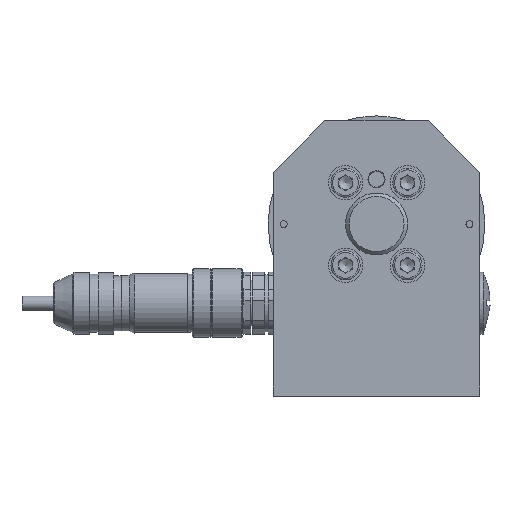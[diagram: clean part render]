
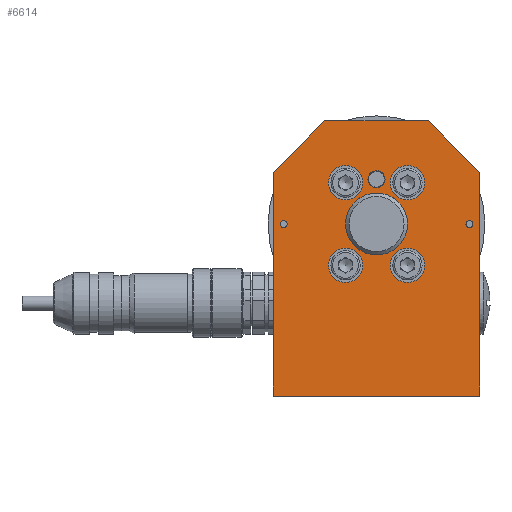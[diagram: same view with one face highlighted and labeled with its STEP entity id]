
A CAD part, top view. The second image highlights one B-rep face of the part: STEP entity #6614.
In plain terms, the highlighted planar face has unit normal (0, 0, 1).
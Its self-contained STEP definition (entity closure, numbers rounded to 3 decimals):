
#28 = ORIENTED_EDGE ( 'NONE', *, *, #11612, .F. ) ;
#32 = ORIENTED_EDGE ( 'NONE', *, *, #10439, .T. ) ;
#132 = DIRECTION ( 'NONE',  ( -0.707, -0.707, 0. ) ) ;
#309 = EDGE_LOOP ( 'NONE', ( #6396 ) ) ;
#329 = VERTEX_POINT ( 'NONE', #1570 ) ;
#378 = DIRECTION ( 'NONE',  ( 0., 0., 1. ) ) ;
#382 = CARTESIAN_POINT ( 'NONE',  ( 9., 62., 13. ) ) ;
#389 = FACE_BOUND ( 'NONE', #7212, .T. ) ;
#508 = FACE_BOUND ( 'NONE', #309, .T. ) ;
#674 = LINE ( 'NONE', #9326, #12362 ) ;
#676 = CARTESIAN_POINT ( 'NONE',  ( -30., 65., 13. ) ) ;
#688 = CARTESIAN_POINT ( 'NONE',  ( 14., 62., 13. ) ) ;
#693 = VERTEX_POINT ( 'NONE', #11736 ) ;
#694 = EDGE_CURVE ( 'NONE', #329, #5491, #7814, .T. ) ;
#935 = EDGE_LOOP ( 'NONE', ( #28 ) ) ;
#977 = VERTEX_POINT ( 'NONE', #5814 ) ;
#986 = DIRECTION ( 'NONE',  ( 0., 0., 1. ) ) ;
#1135 = ORIENTED_EDGE ( 'NONE', *, *, #6194, .F. ) ;
#1138 = VECTOR ( 'NONE', #3711, 1000. ) ;
#1162 = DIRECTION ( 'NONE',  ( 0., 0., 1. ) ) ;
#1189 = CARTESIAN_POINT ( 'NONE',  ( -9., 50., 13. ) ) ;
#1331 = EDGE_LOOP ( 'NONE', ( #4424 ) ) ;
#1525 = EDGE_LOOP ( 'NONE', ( #8734 ) ) ;
#1570 = CARTESIAN_POINT ( 'NONE',  ( 30., 65., 13. ) ) ;
#1726 = EDGE_CURVE ( 'NONE', #12295, #12295, #2923, .T. ) ;
#1807 = CARTESIAN_POINT ( 'NONE',  ( -4., 62., 13. ) ) ;
#1931 = CARTESIAN_POINT ( 'NONE',  ( 14., 38., 13. ) ) ;
#2188 = DIRECTION ( 'NONE',  ( 0., 0., 1. ) ) ;
#2294 = AXIS2_PLACEMENT_3D ( 'NONE', #382, #6240, #9978 ) ;
#2335 = FACE_BOUND ( 'NONE', #12189, .T. ) ;
#2390 = AXIS2_PLACEMENT_3D ( 'NONE', #8168, #6923, #4554 ) ;
#2396 = FACE_BOUND ( 'NONE', #2403, .T. ) ;
#2403 = EDGE_LOOP ( 'NONE', ( #1135 ) ) ;
#2459 = FACE_OUTER_BOUND ( 'NONE', #4049, .T. ) ;
#2641 = DIRECTION ( 'NONE',  ( -1., 0., 0. ) ) ;
#2762 = CARTESIAN_POINT ( 'NONE',  ( -30., 80., 13. ) ) ;
#2771 = EDGE_CURVE ( 'NONE', #8485, #8485, #10647, .T. ) ;
#2923 = CIRCLE ( 'NONE', #11269, 5. ) ;
#2985 = CARTESIAN_POINT ( 'NONE',  ( -9., 38., 13. ) ) ;
#3140 = CARTESIAN_POINT ( 'NONE',  ( 9., 38., 13. ) ) ;
#3175 = DIRECTION ( 'NONE',  ( 0., 0., 1. ) ) ;
#3209 = AXIS2_PLACEMENT_3D ( 'NONE', #2985, #3175, #10759 ) ;
#3403 = CIRCLE ( 'NONE', #10337, 1. ) ;
#3407 = PLANE ( 'NONE',  #10967 ) ;
#3517 = VERTEX_POINT ( 'NONE', #11037 ) ;
#3574 = AXIS2_PLACEMENT_3D ( 'NONE', #4577, #986, #12300 ) ;
#3643 = VECTOR ( 'NONE', #132, 1000. ) ;
#3711 = DIRECTION ( 'NONE',  ( 0., -1., 0. ) ) ;
#3970 = ORIENTED_EDGE ( 'NONE', *, *, #5981, .F. ) ;
#4049 = EDGE_LOOP ( 'NONE', ( #32, #6984, #5050, #4256, #10488, #5084 ) ) ;
#4256 = ORIENTED_EDGE ( 'NONE', *, *, #11743, .T. ) ;
#4424 = ORIENTED_EDGE ( 'NONE', *, *, #10829, .F. ) ;
#4554 = DIRECTION ( 'NONE',  ( 1., 0., 0. ) ) ;
#4577 = CARTESIAN_POINT ( 'NONE',  ( 27., 50., 13. ) ) ;
#4582 = VERTEX_POINT ( 'NONE', #676 ) ;
#5016 = DIRECTION ( 'NONE',  ( 1., 0., 0. ) ) ;
#5050 = ORIENTED_EDGE ( 'NONE', *, *, #9148, .T. ) ;
#5084 = ORIENTED_EDGE ( 'NONE', *, *, #694, .T. ) ;
#5132 = VECTOR ( 'NONE', #2641, 1000. ) ;
#5307 = DIRECTION ( 'NONE',  ( 0., 0., -1. ) ) ;
#5491 = VERTEX_POINT ( 'NONE', #10868 ) ;
#5814 = CARTESIAN_POINT ( 'NONE',  ( -26., 50., 13. ) ) ;
#5981 = EDGE_CURVE ( 'NONE', #3517, #3517, #6960, .T. ) ;
#6003 = DIRECTION ( 'NONE',  ( 1., 0., 0. ) ) ;
#6032 = CARTESIAN_POINT ( 'NONE',  ( 30., 0., 13. ) ) ;
#6047 = DIRECTION ( 'NONE',  ( 1., 0., 0. ) ) ;
#6194 = EDGE_CURVE ( 'NONE', #6877, #6877, #10957, .T. ) ;
#6240 = DIRECTION ( 'NONE',  ( 0., 0., 1. ) ) ;
#6244 = CARTESIAN_POINT ( 'NONE',  ( 0., 0., 13. ) ) ;
#6369 = LINE ( 'NONE', #2762, #5132 ) ;
#6396 = ORIENTED_EDGE ( 'NONE', *, *, #9136, .F. ) ;
#6614 = ADVANCED_FACE ( 'NONE', ( #389, #9923, #508, #8068, #2335, #10937, #2396, #11932, #2459 ), #3407, .F. ) ;
#6774 = ORIENTED_EDGE ( 'NONE', *, *, #2771, .F. ) ;
#6816 = VERTEX_POINT ( 'NONE', #1189 ) ;
#6877 = VERTEX_POINT ( 'NONE', #10476 ) ;
#6923 = DIRECTION ( 'NONE',  ( 0., 0., 1. ) ) ;
#6933 = EDGE_CURVE ( 'NONE', #6816, #6816, #10766, .T. ) ;
#6943 = LINE ( 'NONE', #7819, #3643 ) ;
#6960 = CIRCLE ( 'NONE', #2390, 2.5 ) ;
#6984 = ORIENTED_EDGE ( 'NONE', *, *, #12287, .T. ) ;
#7027 = EDGE_LOOP ( 'NONE', ( #10703 ) ) ;
#7057 = CARTESIAN_POINT ( 'NONE',  ( 30., 0., 13. ) ) ;
#7125 = CARTESIAN_POINT ( 'NONE',  ( 28., 50., 13. ) ) ;
#7212 = EDGE_LOOP ( 'NONE', ( #3970 ) ) ;
#7296 = DIRECTION ( 'NONE',  ( 1., 0., 0. ) ) ;
#7390 = CIRCLE ( 'NONE', #11353, 5. ) ;
#7616 = LINE ( 'NONE', #11410, #1138 ) ;
#7785 = VERTEX_POINT ( 'NONE', #10878 ) ;
#7814 = LINE ( 'NONE', #8860, #10202 ) ;
#7819 = CARTESIAN_POINT ( 'NONE',  ( -30., 65., 13. ) ) ;
#8068 = FACE_BOUND ( 'NONE', #1525, .T. ) ;
#8167 = EDGE_CURVE ( 'NONE', #9884, #329, #11800, .T. ) ;
#8168 = CARTESIAN_POINT ( 'NONE',  ( 0., 63., 13. ) ) ;
#8485 = VERTEX_POINT ( 'NONE', #688 ) ;
#8572 = AXIS2_PLACEMENT_3D ( 'NONE', #11025, #5307, #9078 ) ;
#8678 = DIRECTION ( 'NONE',  ( -0.707, 0.707, 0. ) ) ;
#8734 = ORIENTED_EDGE ( 'NONE', *, *, #1726, .F. ) ;
#8860 = CARTESIAN_POINT ( 'NONE',  ( 15., 80., 13. ) ) ;
#8929 = DIRECTION ( 'NONE',  ( 0., 0., -1. ) ) ;
#8978 = DIRECTION ( 'NONE',  ( 0., 1., 0. ) ) ;
#8985 = VERTEX_POINT ( 'NONE', #7125 ) ;
#9078 = DIRECTION ( 'NONE',  ( -1., 0., 0. ) ) ;
#9136 = EDGE_CURVE ( 'NONE', #8985, #8985, #11712, .T. ) ;
#9148 = EDGE_CURVE ( 'NONE', #4582, #693, #7616, .T. ) ;
#9326 = CARTESIAN_POINT ( 'NONE',  ( -30., 0., 13. ) ) ;
#9884 = VERTEX_POINT ( 'NONE', #6032 ) ;
#9923 = FACE_BOUND ( 'NONE', #1331, .T. ) ;
#9978 = DIRECTION ( 'NONE',  ( 1., 0., 0. ) ) ;
#10035 = DIRECTION ( 'NONE',  ( -1., 0., 0. ) ) ;
#10080 = VECTOR ( 'NONE', #8978, 1000. ) ;
#10202 = VECTOR ( 'NONE', #8678, 1000. ) ;
#10337 = AXIS2_PLACEMENT_3D ( 'NONE', #11715, #1162, #6047 ) ;
#10439 = EDGE_CURVE ( 'NONE', #5491, #7785, #6369, .T. ) ;
#10461 = VERTEX_POINT ( 'NONE', #1931 ) ;
#10476 = CARTESIAN_POINT ( 'NONE',  ( -4., 38., 13. ) ) ;
#10488 = ORIENTED_EDGE ( 'NONE', *, *, #8167, .T. ) ;
#10647 = CIRCLE ( 'NONE', #2294, 5. ) ;
#10703 = ORIENTED_EDGE ( 'NONE', *, *, #6933, .T. ) ;
#10759 = DIRECTION ( 'NONE',  ( 1., 0., 0. ) ) ;
#10766 = CIRCLE ( 'NONE', #8572, 9. ) ;
#10829 = EDGE_CURVE ( 'NONE', #977, #977, #3403, .T. ) ;
#10868 = CARTESIAN_POINT ( 'NONE',  ( 15., 80., 13. ) ) ;
#10878 = CARTESIAN_POINT ( 'NONE',  ( -15., 80., 13. ) ) ;
#10937 = FACE_BOUND ( 'NONE', #935, .T. ) ;
#10957 = CIRCLE ( 'NONE', #3209, 5. ) ;
#10967 = AXIS2_PLACEMENT_3D ( 'NONE', #6244, #8929, #10035 ) ;
#11005 = CARTESIAN_POINT ( 'NONE',  ( -9., 62., 13. ) ) ;
#11025 = CARTESIAN_POINT ( 'NONE',  ( 0., 50., 13. ) ) ;
#11037 = CARTESIAN_POINT ( 'NONE',  ( 2.5, 63., 13. ) ) ;
#11269 = AXIS2_PLACEMENT_3D ( 'NONE', #11005, #378, #5016 ) ;
#11353 = AXIS2_PLACEMENT_3D ( 'NONE', #3140, #2188, #6003 ) ;
#11410 = CARTESIAN_POINT ( 'NONE',  ( -30., 0., 13. ) ) ;
#11612 = EDGE_CURVE ( 'NONE', #10461, #10461, #7390, .T. ) ;
#11712 = CIRCLE ( 'NONE', #3574, 1. ) ;
#11715 = CARTESIAN_POINT ( 'NONE',  ( -27., 50., 13. ) ) ;
#11736 = CARTESIAN_POINT ( 'NONE',  ( -30., 0., 13. ) ) ;
#11743 = EDGE_CURVE ( 'NONE', #693, #9884, #674, .T. ) ;
#11800 = LINE ( 'NONE', #7057, #10080 ) ;
#11932 = FACE_BOUND ( 'NONE', #7027, .T. ) ;
#12189 = EDGE_LOOP ( 'NONE', ( #6774 ) ) ;
#12287 = EDGE_CURVE ( 'NONE', #7785, #4582, #6943, .T. ) ;
#12295 = VERTEX_POINT ( 'NONE', #1807 ) ;
#12300 = DIRECTION ( 'NONE',  ( 1., 0., 0. ) ) ;
#12362 = VECTOR ( 'NONE', #7296, 1000. ) ;
